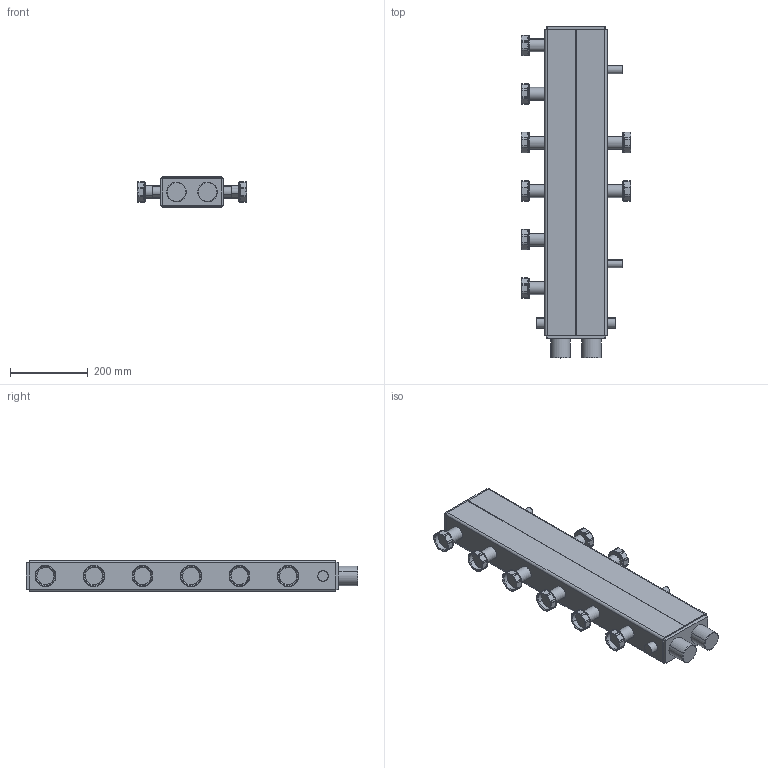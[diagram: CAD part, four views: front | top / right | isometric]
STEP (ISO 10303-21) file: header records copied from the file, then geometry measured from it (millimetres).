
FILE_DESCRIPTION(('CATIA V5 STEP Exchange'),'2;1');
FILE_NAME('STEP_559331_-_TST.stp','2017-11-24T11:08:55+00:00',('none'),('none'),'CATIA Version 5-6 Release 2016 SP4','CATIA V5 STEP AP203','none');
FILE_SCHEMA(('CONFIG_CONTROL_DESIGN'));
Products named in the file (1): 559331 - TST
Bounding box: 281 x 855 x 80 mm (x, y, z)
Volume: 2499660 mm3; surface area: 1083733.5 mm2
Topology: 18 solids, 18 shells, 1249 faces, 2952 edges, 1741 vertices
Faces by surface type: cylinder 346, bspline 304, sphere 160, torus 160, plane 159, cone 120
Entity records: 53342 total; most frequent: CARTESIAN_POINT 29504, ORIENTED_EDGE 5852, DIRECTION 3062, EDGE_CURVE 2926, AXIS2_PLACEMENT_3D 1809, VERTEX_POINT 1741, EDGE_LOOP 1317, ADVANCED_FACE 1249
